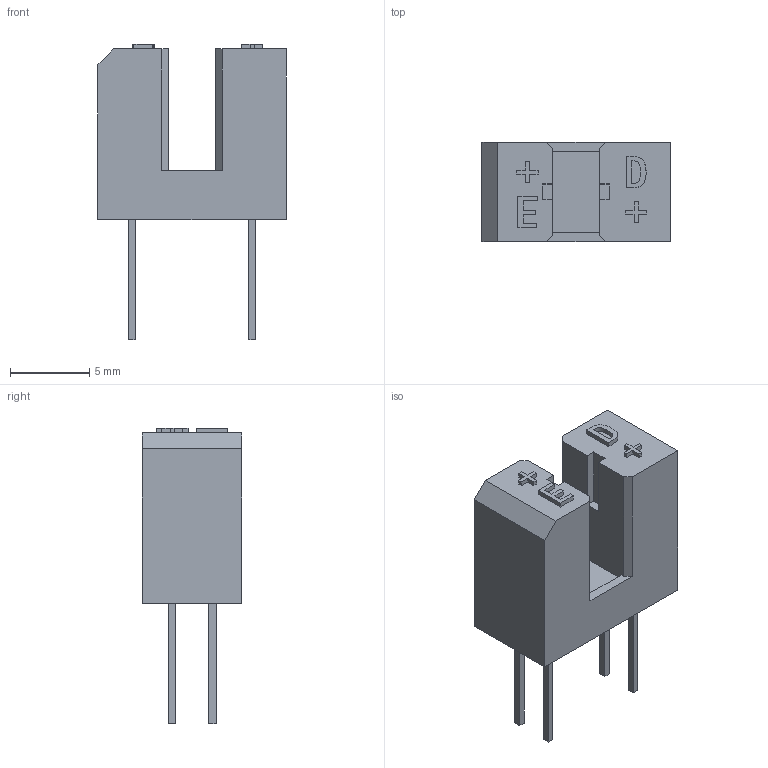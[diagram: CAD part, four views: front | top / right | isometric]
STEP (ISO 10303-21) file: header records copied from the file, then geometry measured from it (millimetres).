
FILE_DESCRIPTION(/* description */ (''),/* implementation_level */ '2;1');
FILE_NAME(/* name */ 'TCST1103',/* time_stamp */ '2016-07-16T18:53:08+02:00',/* author */ (''),/* organization */ (''),/* preprocessor_version */ 'ST-DEVELOPER v14',/* originating_system */ '',/* authorisation */ '');
FILE_SCHEMA (('AUTOMOTIVE_DESIGN'));
Length unit declared in the file: millimetre
Products named in the file (1): Document
Bounding box: 11.9 x 6.3 x 18.7 mm (x, y, z)
Volume: 639.7 mm3; surface area: 667.5 mm2
Topology: 5 solids, 5 shells, 103 faces, 261 edges, 174 vertices
Faces by surface type: plane 97, bspline 6
Entity records: 5786 total; most frequent: CARTESIAN_POINT 2048, B_SPLINE_CURVE_WITH_KNOTS 783, ORIENTED_EDGE 522, PCURVE 522, DEFINITIONAL_REPRESENTATION 522, SURFACE_CURVE 261, EDGE_CURVE 261, VERTEX_POINT 174
